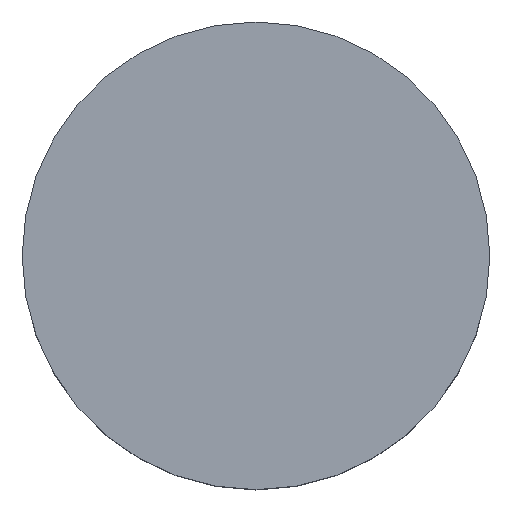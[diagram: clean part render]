
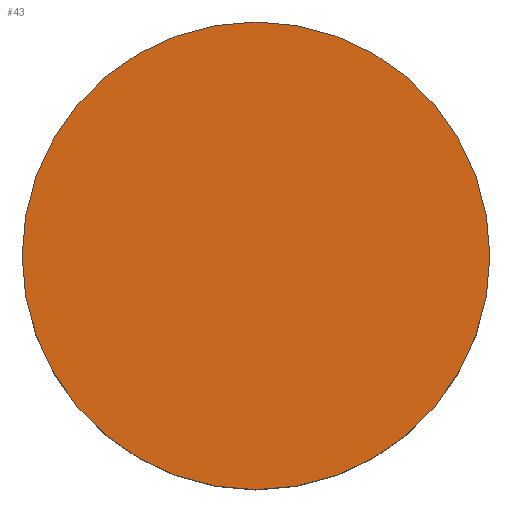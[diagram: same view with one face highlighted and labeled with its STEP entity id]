
A CAD part, top view. The second image highlights one B-rep face of the part: STEP entity #43.
In plain terms, the highlighted planar face has unit normal (0, 0, 1).
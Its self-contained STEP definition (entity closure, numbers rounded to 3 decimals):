
#43 = ADVANCED_FACE( '', ( #88 ), #89, .F. );
#88 = FACE_OUTER_BOUND( '', #129, .T. );
#89 = PLANE( '', #130 );
#129 = EDGE_LOOP( '', ( #174 ) );
#130 = AXIS2_PLACEMENT_3D( '', #175, #176, #177 );
#174 = ORIENTED_EDGE( '', *, *, #202, .T. );
#175 = CARTESIAN_POINT( '', ( 0., 0., 31. ) );
#176 = DIRECTION( '', ( 0., 0., -1. ) );
#177 = DIRECTION( '', ( -1., 0., 0. ) );
#202 = EDGE_CURVE( '', #223, #223, #224, .T. );
#223 = VERTEX_POINT( '', #248 );
#224 = CIRCLE( '', #249, 42. );
#248 = CARTESIAN_POINT( '', ( 42., 0., 31. ) );
#249 = AXIS2_PLACEMENT_3D( '', #274, #275, #276 );
#274 = CARTESIAN_POINT( '', ( 0., 0., 31. ) );
#275 = DIRECTION( '', ( 0., 0., 1. ) );
#276 = DIRECTION( '', ( 1., 0., 0. ) );
